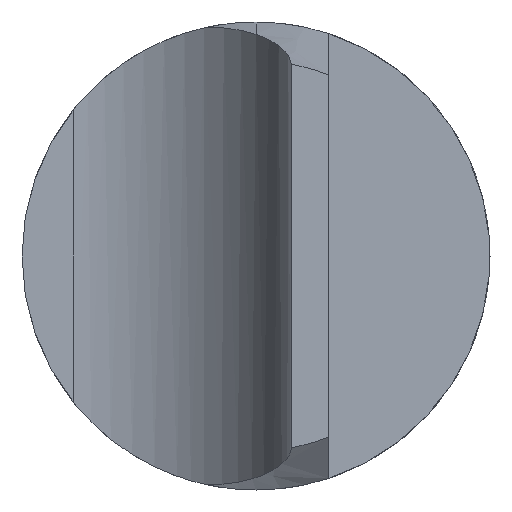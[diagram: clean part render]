
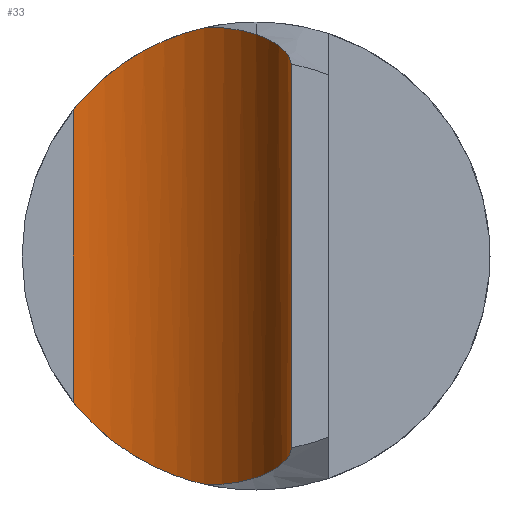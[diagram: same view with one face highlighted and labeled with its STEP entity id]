
A CAD part, front view. The second image highlights one B-rep face of the part: STEP entity #33.
In plain terms, the highlighted cylindrical face has radius 8.89 mm (diameter 17.78 mm), a partial arc.
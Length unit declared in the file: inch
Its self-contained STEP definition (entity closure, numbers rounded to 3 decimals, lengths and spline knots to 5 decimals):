
#2 = ORIENTED_EDGE ( 'NONE', *, *, #168, .T. ) ;
#10 = CARTESIAN_POINT ( 'NONE',  ( 0.0539, 0.05359, -0.32003 ) ) ;
#12 = CARTESIAN_POINT ( 'NONE',  ( 0.00816, 0.17884, -0.3524 ) ) ;
#25 = CARTESIAN_POINT ( 'NONE',  ( -0.09174, 0.28655, -0.36372 ) ) ;
#26 = CARTESIAN_POINT ( 'NONE',  ( -0.2632, 0.34882, 0.26735 ) ) ;
#28 = CARTESIAN_POINT ( 'NONE',  ( -0.17519, 0.32973, 0.33172 ) ) ;
#33 = ADVANCED_FACE ( 'NONE', ( #397 ), #392, .F. ) ;
#36 = VERTEX_POINT ( 'NONE', #80 ) ;
#38 = CARTESIAN_POINT ( 'NONE',  ( -0.15647, 0.32243, 0.34096 ) ) ;
#42 = CARTESIAN_POINT ( 'NONE',  ( 0.03774, 0.11575, 0.33627 ) ) ;
#45 = CARTESIAN_POINT ( 'NONE',  ( 0.05211, 0.06734, 0.32353 ) ) ;
#48 = CARTESIAN_POINT ( 'NONE',  ( 0.057, 0., -0.30726 ) ) ;
#49 = CARTESIAN_POINT ( 'NONE',  ( 0., 0.19144, 0.35523 ) ) ;
#53 = CARTESIAN_POINT ( 'NONE',  ( -0.26365, 0.34917, -0.26758 ) ) ;
#55 = CARTESIAN_POINT ( 'NONE',  ( -0.17559, 0.33028, -0.33205 ) ) ;
#62 = CARTESIAN_POINT ( 'NONE',  ( -0.083, 0.28, 0.3657 ) ) ;
#67 = EDGE_CURVE ( 'NONE', #332, #75, #146, .T. ) ;
#69 = LINE ( 'NONE', #550, #260 ) ;
#75 = VERTEX_POINT ( 'NONE', #535 ) ;
#80 = CARTESIAN_POINT ( 'NONE',  ( 0.057, 0., -0.30726 ) ) ;
#81 = EDGE_CURVE ( 'NONE', #349, #467, #284, .T. ) ;
#82 = CARTESIAN_POINT ( 'NONE',  ( -0.02373, 0.22383, 0.36174 ) ) ;
#87 = CARTESIAN_POINT ( 'NONE',  ( 0.03169, 0.13177, 0.34052 ) ) ;
#101 = CARTESIAN_POINT ( 'NONE',  ( -0.23044, 0.34477, -0.29666 ) ) ;
#111 = CARTESIAN_POINT ( 'NONE',  ( -0.03041, 0.23162, 0.36299 ) ) ;
#128 = DIRECTION ( 'NONE',  ( 0., 0., 1. ) ) ;
#132 = CARTESIAN_POINT ( 'NONE',  ( 0.0418, 0.10543, -0.3335 ) ) ;
#143 = CARTESIAN_POINT ( 'NONE',  ( -0.10069, 0.29263, -0.36136 ) ) ;
#146 = B_SPLINE_CURVE_WITH_KNOTS ( 'NONE', 3,
 ( #357, #427, #45, #42, #87, #270, #439, #49 ),
 .UNSPECIFIED., .F., .F.,
 ( 4, 2, 2, 4 ),
 ( 0., 0.00263, 0.00395, 0.00526 ),
 .UNSPECIFIED. ) ;
#149 = DIRECTION ( 'NONE',  ( 0., 0., 1. ) ) ;
#152 = B_SPLINE_CURVE_WITH_KNOTS ( 'NONE', 3,
 ( #536, #326, #307, #82, #111, #295, #463, #200 ),
 .UNSPECIFIED., .F., .F.,
 ( 4, 2, 2, 4 ),
 ( 0.00526, 0.00603, 0.0068, 0.00835 ),
 .UNSPECIFIED. ) ;
#168 = EDGE_CURVE ( 'NONE', #36, #332, #69, .T. ) ;
#169 = CARTESIAN_POINT ( 'NONE',  ( -0.28601, 0.35, 0.24279 ) ) ;
#173 = CARTESIAN_POINT ( 'NONE',  ( -0.083, 0.28, -0.3657 ) ) ;
#179 = CARTESIAN_POINT ( 'NONE',  ( 0.01481, 0.16713, -0.34955 ) ) ;
#196 = CARTESIAN_POINT ( 'NONE',  ( -0.1568, 0.3231, -0.34125 ) ) ;
#200 = CARTESIAN_POINT ( 'NONE',  ( -0.083, 0.28, 0.3657 ) ) ;
#202 = DIRECTION ( 'NONE',  ( 0., 0., 1. ) ) ;
#212 = B_SPLINE_CURVE_WITH_KNOTS ( 'NONE', 3,
 ( #62, #256, #538, #410, #213, #244, #38, #28, #337, #460, #350, #378, #26, #508, #169, #348 ),
 .UNSPECIFIED., .F., .F.,
 ( 4, 2, 2, 2, 2, 2, 2, 4 ),
 ( 0.00823, 0.00907, 0.00991, 0.01075, 0.01159, 0.01327, 0.01411, 0.01495 ),
 .UNSPECIFIED. ) ;
#213 = CARTESIAN_POINT ( 'NONE',  ( -0.12847, 0.30909, 0.35245 ) ) ;
#219 = CARTESIAN_POINT ( 'NONE',  ( -0.293, 0.35, 0.23404 ) ) ;
#221 = CARTESIAN_POINT ( 'NONE',  ( -0.293, 0., -0.375 ) ) ;
#230 = CARTESIAN_POINT ( 'NONE',  ( -0.083, 0.28, -0.3657 ) ) ;
#232 = CARTESIAN_POINT ( 'NONE',  ( -0.119, 0.30387, -0.35575 ) ) ;
#236 = CARTESIAN_POINT ( 'NONE',  ( -0.21234, 0.34112, -0.30983 ) ) ;
#244 = CARTESIAN_POINT ( 'NONE',  ( -0.14711, 0.31832, 0.34509 ) ) ;
#256 = CARTESIAN_POINT ( 'NONE',  ( -0.0917, 0.28653, 0.36372 ) ) ;
#260 = VECTOR ( 'NONE', #202, 39.37008 ) ;
#264 = CARTESIAN_POINT ( 'NONE',  ( -0.083, 0.28, -0.3657 ) ) ;
#270 = CARTESIAN_POINT ( 'NONE',  ( 0.01747, 0.16246, 0.3484 ) ) ;
#274 = CARTESIAN_POINT ( 'NONE',  ( 0.057, 0., 0.30726 ) ) ;
#284 = LINE ( 'NONE', #539, #361 ) ;
#293 = ORIENTED_EDGE ( 'NONE', *, *, #67, .T. ) ;
#295 = CARTESIAN_POINT ( 'NONE',  ( -0.05133, 0.25399, 0.36586 ) ) ;
#307 = CARTESIAN_POINT ( 'NONE',  ( -0.01127, 0.20792, 0.35879 ) ) ;
#308 = EDGE_CURVE ( 'NONE', #349, #384, #526, .T. ) ;
#326 = CARTESIAN_POINT ( 'NONE',  ( -0.00544, 0.19978, 0.35709 ) ) ;
#332 = VERTEX_POINT ( 'NONE', #274 ) ;
#337 = CARTESIAN_POINT ( 'NONE',  ( -0.1846, 0.33293, 0.3266 ) ) ;
#340 = VERTEX_POINT ( 'NONE', #496 ) ;
#348 = CARTESIAN_POINT ( 'NONE',  ( -0.293, 0.35, 0.23404 ) ) ;
#349 = VERTEX_POINT ( 'NONE', #451 ) ;
#350 = CARTESIAN_POINT ( 'NONE',  ( -0.23014, 0.34472, 0.2969 ) ) ;
#357 = CARTESIAN_POINT ( 'NONE',  ( 0.057, 0., 0.30726 ) ) ;
#358 = CARTESIAN_POINT ( 'NONE',  ( 0.03266, 0.13102, -0.3404 ) ) ;
#361 = VECTOR ( 'NONE', #149, 39.37008 ) ;
#364 = CARTESIAN_POINT ( 'NONE',  ( -0.293, 0.35, -0.23404 ) ) ;
#366 = EDGE_CURVE ( 'NONE', #75, #340, #152, .T. ) ;
#376 = ORIENTED_EDGE ( 'NONE', *, *, #81, .F. ) ;
#378 = CARTESIAN_POINT ( 'NONE',  ( -0.25511, 0.34804, 0.27508 ) ) ;
#384 = VERTEX_POINT ( 'NONE', #264 ) ;
#392 = CYLINDRICAL_SURFACE ( 'NONE', #529, 0.35 ) ;
#393 = CARTESIAN_POINT ( 'NONE',  ( -0.04092, 0.24435, -0.36516 ) ) ;
#395 = CARTESIAN_POINT ( 'NONE',  ( -0.01476, 0.21276, -0.35979 ) ) ;
#397 = FACE_OUTER_BOUND ( 'NONE', #468, .T. ) ;
#400 = CARTESIAN_POINT ( 'NONE',  ( -0.0607, 0.26328, -0.36693 ) ) ;
#402 = CARTESIAN_POINT ( 'NONE',  ( -0.00659, 0.20163, -0.35752 ) ) ;
#407 = CARTESIAN_POINT ( 'NONE',  ( -0.1284, 0.30906, -0.35248 ) ) ;
#408 = EDGE_CURVE ( 'NONE', #340, #467, #212, .T. ) ;
#410 = CARTESIAN_POINT ( 'NONE',  ( -0.11918, 0.30398, 0.35569 ) ) ;
#416 = ORIENTED_EDGE ( 'NONE', *, *, #308, .T. ) ;
#427 = CARTESIAN_POINT ( 'NONE',  ( 0.057, 0.03421, 0.31502 ) ) ;
#439 = CARTESIAN_POINT ( 'NONE',  ( 0.00929, 0.17723, 0.35206 ) ) ;
#448 = CARTESIAN_POINT ( 'NONE',  ( -0.279, 0.35, -0.25157 ) ) ;
#451 = CARTESIAN_POINT ( 'NONE',  ( -0.293, 0.35, -0.23404 ) ) ;
#458 = ORIENTED_EDGE ( 'NONE', *, *, #366, .T. ) ;
#460 = CARTESIAN_POINT ( 'NONE',  ( -0.21246, 0.34116, 0.30977 ) ) ;
#463 = CARTESIAN_POINT ( 'NONE',  ( -0.06652, 0.26764, 0.36661 ) ) ;
#464 = ORIENTED_EDGE ( 'NONE', *, *, #488, .T. ) ;
#467 = VERTEX_POINT ( 'NONE', #219 ) ;
#468 = EDGE_LOOP ( 'NONE', ( #416, #464, #2, #293, #458, #525, #376 ) ) ;
#477 = DIRECTION ( 'NONE',  ( 1., 0., 0. ) ) ;
#488 = EDGE_CURVE ( 'NONE', #384, #36, #548, .T. ) ;
#496 = CARTESIAN_POINT ( 'NONE',  ( -0.083, 0.28, 0.3657 ) ) ;
#508 = CARTESIAN_POINT ( 'NONE',  ( -0.27865, 0.34979, 0.2512 ) ) ;
#525 = ORIENTED_EDGE ( 'NONE', *, *, #408, .T. ) ;
#526 = B_SPLINE_CURVE_WITH_KNOTS ( 'NONE', 3,
 ( #364, #448, #53, #101, #236, #55, #196, #407, #232, #143, #25, #230 ),
 .UNSPECIFIED., .F., .F.,
 ( 4, 2, 2, 2, 2, 4 ),
 ( 0., 0.00169, 0.00338, 0.00507, 0.00591, 0.00675 ),
 .UNSPECIFIED. ) ;
#529 = AXIS2_PLACEMENT_3D ( 'NONE', #221, #128, #477 ) ;
#532 = CARTESIAN_POINT ( 'NONE',  ( 0.057, 0.02712, -0.31342 ) ) ;
#535 = CARTESIAN_POINT ( 'NONE',  ( 0., 0.19144, 0.35523 ) ) ;
#536 = CARTESIAN_POINT ( 'NONE',  ( 0., 0.19144, 0.35523 ) ) ;
#538 = CARTESIAN_POINT ( 'NONE',  ( -0.10076, 0.29268, 0.36134 ) ) ;
#539 = CARTESIAN_POINT ( 'NONE',  ( -0.293, 0.35, -0.375 ) ) ;
#548 = B_SPLINE_CURVE_WITH_KNOTS ( 'NONE', 3,
 ( #173, #400, #393, #395, #402, #12, #179, #358, #132, #10, #532, #48 ),
 .UNSPECIFIED., .F., .F.,
 ( 4, 2, 2, 2, 2, 4 ),
 ( 0., 0.00209, 0.00313, 0.00418, 0.00627, 0.00836 ),
 .UNSPECIFIED. ) ;
#550 = CARTESIAN_POINT ( 'NONE',  ( 0.057, 0., -0.375 ) ) ;
